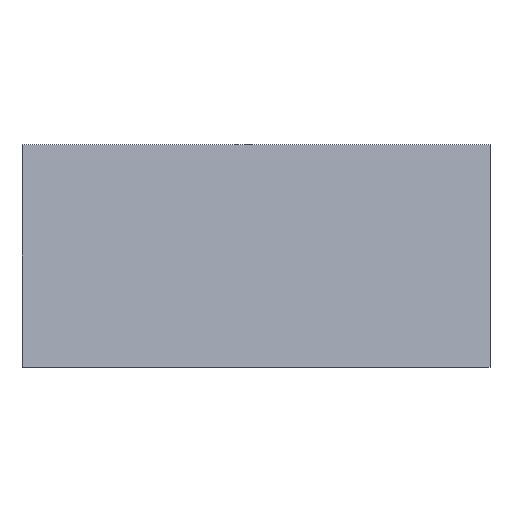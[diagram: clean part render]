
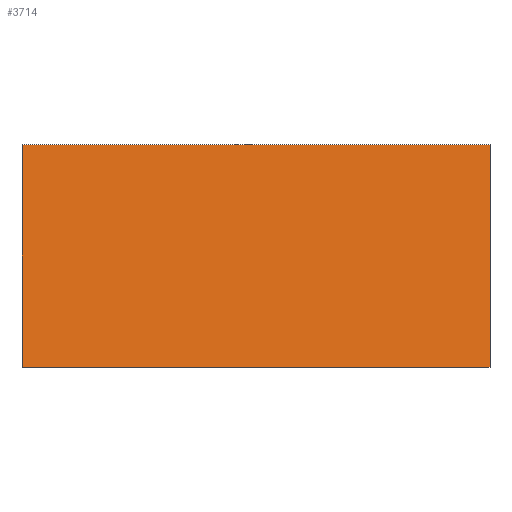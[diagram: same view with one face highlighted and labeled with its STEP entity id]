
A CAD part, front view. The second image highlights one B-rep face of the part: STEP entity #3714.
In plain terms, the highlighted planar face has unit normal (0, -0.99, 0.143).
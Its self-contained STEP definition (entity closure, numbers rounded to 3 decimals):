
#7 = AXIS2_PLACEMENT_3D ( 'NONE', #969, #2116, #409 ) ;
#41 = EDGE_CURVE ( 'NONE', #949, #3175, #854, .T. ) ;
#269 = LINE ( 'NONE', #3732, #670 ) ;
#277 = DIRECTION ( 'NONE',  ( -1., 0., 0. ) ) ;
#331 = EDGE_CURVE ( 'NONE', #3175, #3645, #1168, .T. ) ;
#409 = DIRECTION ( 'NONE',  ( 0., -0.143, -0.99 ) ) ;
#456 = EDGE_CURVE ( 'NONE', #949, #1215, #269, .T. ) ;
#670 = VECTOR ( 'NONE', #1151, 1000. ) ;
#737 = DIRECTION ( 'NONE',  ( 1., 0., 0. ) ) ;
#854 = LINE ( 'NONE', #1407, #2491 ) ;
#949 = VERTEX_POINT ( 'NONE', #981 ) ;
#969 = CARTESIAN_POINT ( 'NONE',  ( 320.4, -18., -101.36 ) ) ;
#981 = CARTESIAN_POINT ( 'NONE',  ( 215.66, -18., -101.36 ) ) ;
#1054 = ORIENTED_EDGE ( 'NONE', *, *, #456, .T. ) ;
#1086 = CARTESIAN_POINT ( 'NONE',  ( -2.3, -3., 2.3 ) ) ;
#1151 = DIRECTION ( 'NONE',  ( 0., 0.143, 0.99 ) ) ;
#1155 = CARTESIAN_POINT ( 'NONE',  ( -2.3, -18., -101.36 ) ) ;
#1168 = LINE ( 'NONE', #1694, #2020 ) ;
#1215 = VERTEX_POINT ( 'NONE', #2036 ) ;
#1276 = VECTOR ( 'NONE', #737, 1000. ) ;
#1371 = LINE ( 'NONE', #1086, #1276 ) ;
#1407 = CARTESIAN_POINT ( 'NONE',  ( 320.4, -18., -101.36 ) ) ;
#1515 = PLANE ( 'NONE',  #7 ) ;
#1550 = FACE_OUTER_BOUND ( 'NONE', #2979, .T. ) ;
#1694 = CARTESIAN_POINT ( 'NONE',  ( -2.3, -18., -101.36 ) ) ;
#1856 = EDGE_CURVE ( 'NONE', #3645, #1215, #1371, .T. ) ;
#1925 = ORIENTED_EDGE ( 'NONE', *, *, #331, .F. ) ;
#1965 = ORIENTED_EDGE ( 'NONE', *, *, #1856, .F. ) ;
#2014 = DIRECTION ( 'NONE',  ( 0., 0.143, 0.99 ) ) ;
#2020 = VECTOR ( 'NONE', #2014, 1000. ) ;
#2036 = CARTESIAN_POINT ( 'NONE',  ( 215.66, -3., 2.3 ) ) ;
#2116 = DIRECTION ( 'NONE',  ( 0., -0.99, 0.143 ) ) ;
#2307 = ORIENTED_EDGE ( 'NONE', *, *, #41, .F. ) ;
#2491 = VECTOR ( 'NONE', #277, 1000. ) ;
#2944 = CARTESIAN_POINT ( 'NONE',  ( -2.3, -3., 2.3 ) ) ;
#2979 = EDGE_LOOP ( 'NONE', ( #2307, #1054, #1965, #1925 ) ) ;
#3175 = VERTEX_POINT ( 'NONE', #1155 ) ;
#3645 = VERTEX_POINT ( 'NONE', #2944 ) ;
#3714 = ADVANCED_FACE ( 'NONE', ( #1550 ), #1515, .T. ) ;
#3732 = CARTESIAN_POINT ( 'NONE',  ( 215.66, -18., -101.36 ) ) ;
